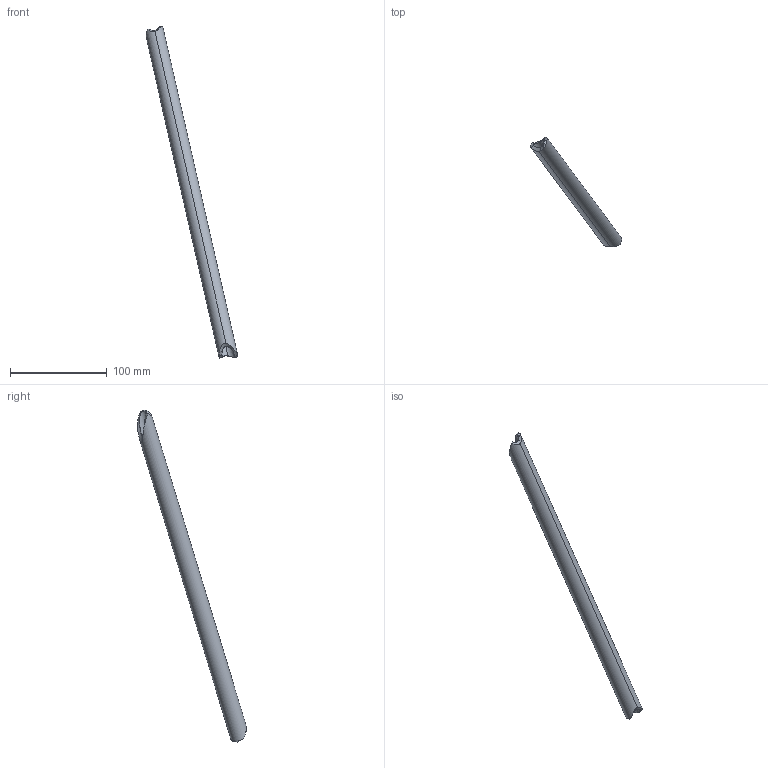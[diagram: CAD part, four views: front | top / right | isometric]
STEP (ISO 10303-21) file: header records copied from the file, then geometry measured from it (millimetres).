
FILE_DESCRIPTION (( 'STEP AP214' ), '1' );
FILE_NAME ('Member 12.STEP', '2025-02-27T19:59:37', ( '' ), ( '' ), 'SwSTEP 2.0', 'SolidWorks 2022', '' );
FILE_SCHEMA (( 'AUTOMOTIVE_DESIGN' ));
Length unit declared in the file: millimetre
Products named in the file (1): Member 12
Bounding box: 94.24 x 112.74 x 342.66 mm (x, y, z)
Volume: 55141.2 mm3; surface area: 35209.1 mm2
Topology: 1 solids, 1 shells, 24 faces, 93 edges, 69 vertices
Faces by surface type: cylinder 13, bspline 10, torus 1
Entity records: 2538 total; most frequent: CARTESIAN_POINT 1913, ORIENTED_EDGE 186, EDGE_CURVE 93, B_SPLINE_CURVE_WITH_KNOTS 77, VERTEX_POINT 69, DIRECTION 37, FACE_OUTER_BOUND 24, ADVANCED_FACE 24
